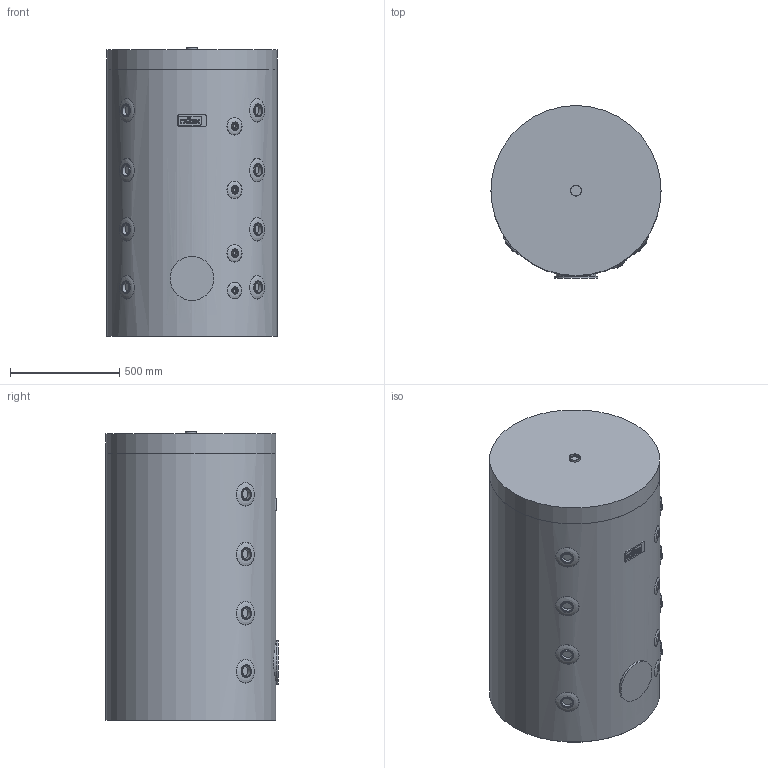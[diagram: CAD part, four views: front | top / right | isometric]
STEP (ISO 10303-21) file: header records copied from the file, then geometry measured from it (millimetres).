
FILE_DESCRIPTION(/* description */ (''),/* implementation_level */ '2;1');
FILE_NAME(/* name */ '3d_HF300_Rwhite-8500070.stp',/* time_stamp */ '2015-12-08T08:11:40+01:00',/* author */ ('Andrzej'),/* organization */ (''),/* preprocessor_version */ 'ST-DEVELOPER v15.5',/* originating_system */ 'AutoCAD Mechanical',/* authorisation */ '');
FILE_SCHEMA (('AUTOMOTIVE_DESIGN { 1 0 10303 214 3 1 1 }'));
Length unit declared in the file: millimetre
Products named in the file (1): Product
Bounding box: 777 x 787.92 x 1320 mm (x, y, z)
Volume: 585886967.9 mm3; surface area: 17188425 mm2
Topology: 32 solids, 32 shells, 505 faces, 1180 edges, 757 vertices
Faces by surface type: cylinder 220, plane 197, torus 42, bspline 24, sphere 14, cone 8
Full cylindrical faces by diameter (mm): 8.2 x8, 13.4 x3, 21.3 x4, 27 x12, 28 x1, 29 x1, 35 x3, 36 x3, 48.3 x9, 50 x2, 55 x8, 56 x32, 117 x1, 125 x1, 172 x1, 180 x3, 200 x1, 597 x4, 776 x2, 777 x2
Entity records: 20917 total; most frequent: CARTESIAN_POINT 9636, DIRECTION 2398, ORIENTED_EDGE 2028, EDGE_CURVE 1014, AXIS2_PLACEMENT_3D 988, EDGE_LOOP 780, VERTEX_POINT 742, CIRCLE 506
